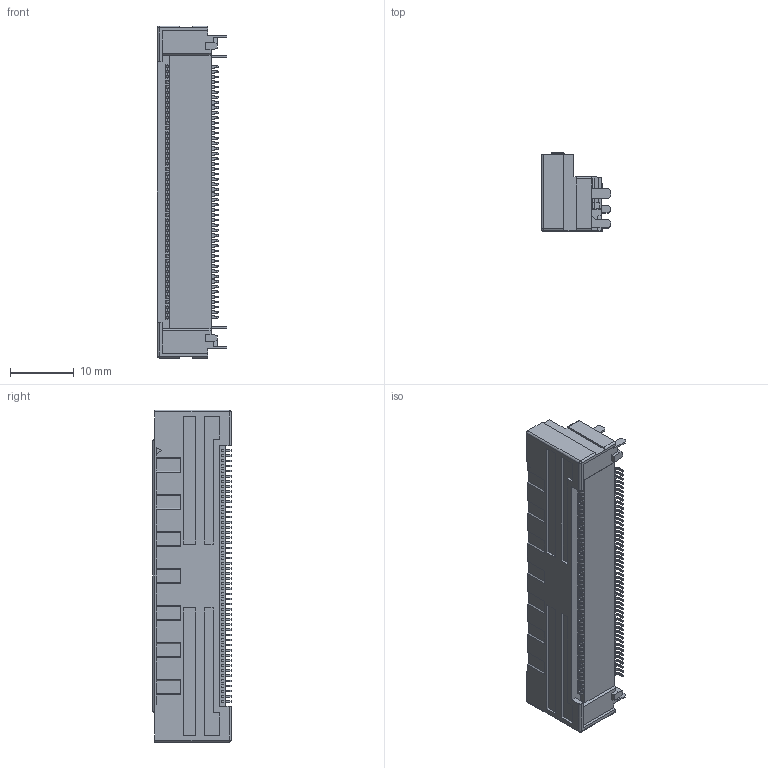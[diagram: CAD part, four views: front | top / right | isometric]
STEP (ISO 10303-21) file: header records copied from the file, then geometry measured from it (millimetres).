
FILE_DESCRIPTION(('CoCreate Modeling STEP Export'),'2;1');
FILE_NAME('FX18-100S-0.8SH.pkg.stp','2012-09-14T10:23:24',(''),(''),'CoCreate Modeling STEP processor for AP214 (Solid Model)','CoCreate Modeling 17.0 01-Apr-2010 (C) Parametric Technology GmbH','');
FILE_SCHEMA(('AUTOMOTIVE_DESIGN { 1 0 10303 214 1 1 1 1 }'));
Products named in the file (1): FX18-100S-0.8SH
Bounding box: 10.85 x 12.2 x 51.9 mm (x, y, z)
Volume: 3467.1 mm3; surface area: 3402.8 mm2
Topology: 1 solids, 1 shells, 2827 faces, 7866 edges, 5087 vertices
Faces by surface type: plane 1789, cylinder 832, torus 200, sphere 6
Entity records: 89112 total; most frequent: ORIENTED_EDGE 15720, CARTESIAN_POINT 15579, DIRECTION 15064, EDGE_CURVE 7860, VECTOR 5920, LINE 5920, VERTEX_POINT 5087, AXIS2_PLACEMENT_3D 4572
